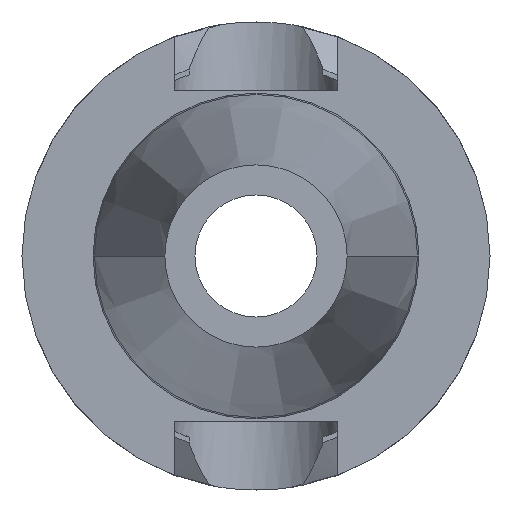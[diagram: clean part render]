
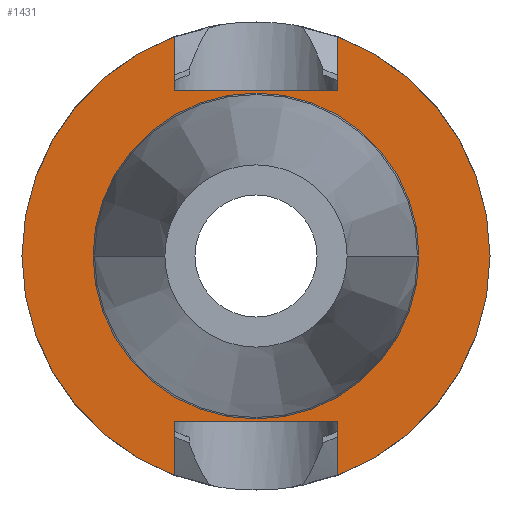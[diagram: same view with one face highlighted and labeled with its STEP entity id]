
A CAD part, left-side view. The second image highlights one B-rep face of the part: STEP entity #1431.
In plain terms, the highlighted planar face has unit normal (-1, 0, 0).
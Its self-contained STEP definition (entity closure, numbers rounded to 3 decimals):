
#354=CARTESIAN_POINT('',(2.,0.,0.));
#355=DIRECTION('',(-1.,0.,0.));
#356=DIRECTION('',(0.,0.35,0.937));
#357=AXIS2_PLACEMENT_3D('',#354,#355,#356);
#369=CARTESIAN_POINT('',(2.,0.,0.));
#370=DIRECTION('',(-1.,0.,0.));
#371=DIRECTION('',(0.,-0.35,-0.937));
#372=AXIS2_PLACEMENT_3D('',#369,#370,#371);
#392=DIRECTION('',(0.,1.,0.));
#393=VECTOR('',#392,16.1);
#394=CARTESIAN_POINT('',(2.,-8.05,-16.3));
#395=LINE('',#394,#393);
#399=DIRECTION('',(0.,0.,1.));
#400=VECTOR('',#399,5.245);
#401=CARTESIAN_POINT('',(2.,8.05,-21.545));
#402=LINE('',#401,#400);
#406=DIRECTION('',(0.,0.,-1.));
#407=VECTOR('',#406,5.245);
#408=CARTESIAN_POINT('',(2.,8.05,21.545));
#409=LINE('',#408,#407);
#413=DIRECTION('',(0.,1.,0.));
#414=VECTOR('',#413,16.1);
#415=CARTESIAN_POINT('',(2.,-8.05,16.3));
#416=LINE('',#415,#414);
#420=DIRECTION('',(0.,0.,-1.));
#421=VECTOR('',#420,5.245);
#422=CARTESIAN_POINT('',(2.,-8.05,21.545));
#423=LINE('',#422,#421);
#427=DIRECTION('',(0.,0.,1.));
#428=VECTOR('',#427,5.245);
#429=CARTESIAN_POINT('',(2.,-8.05,-21.545));
#430=LINE('',#429,#428);
#448=CARTESIAN_POINT('',(2.,0.,0.));
#449=DIRECTION('',(-1.,0.,0.));
#450=DIRECTION('',(0.,1.,0.));
#451=AXIS2_PLACEMENT_3D('',#448,#449,#450);
#456=CARTESIAN_POINT('',(2.,0.,0.));
#457=DIRECTION('',(1.,0.,0.));
#458=DIRECTION('',(0.,1.,0.));
#459=AXIS2_PLACEMENT_3D('',#456,#457,#458);
#1026=CARTESIAN_POINT('',(2.,15.898,0.));
#1028=VERTEX_POINT('',#1026);
#1036=CARTESIAN_POINT('',(2.,-15.898,0.));
#1038=VERTEX_POINT('',#1036);
#1066=CARTESIAN_POINT('',(2.,8.05,21.545));
#1067=VERTEX_POINT('',#1066);
#1068=CARTESIAN_POINT('',(2.,-8.05,21.545));
#1069=VERTEX_POINT('',#1068);
#1070=CARTESIAN_POINT('',(2.,-8.05,16.3));
#1071=CARTESIAN_POINT('',(2.,8.05,16.3));
#1072=VERTEX_POINT('',#1070);
#1073=VERTEX_POINT('',#1071);
#1086=CARTESIAN_POINT('',(2.,8.05,-21.545));
#1087=VERTEX_POINT('',#1086);
#1088=CARTESIAN_POINT('',(2.,-8.05,-21.545));
#1089=VERTEX_POINT('',#1088);
#1090=CARTESIAN_POINT('',(2.,-8.05,-16.3));
#1091=CARTESIAN_POINT('',(2.,8.05,-16.3));
#1092=VERTEX_POINT('',#1090);
#1093=VERTEX_POINT('',#1091);
#1406=CARTESIAN_POINT('',(2.,0.,0.));
#1407=DIRECTION('',(1.,0.,0.));
#1408=DIRECTION('',(0.,-1.,0.));
#1409=AXIS2_PLACEMENT_3D('',#1406,#1407,#1408);
#1410=PLANE('',#1409);
#1412=ORIENTED_EDGE('',*,*,#1411,.T.);
#1413=ORIENTED_EDGE('',*,*,#1369,.F.);
#1414=ORIENTED_EDGE('',*,*,#1386,.F.);
#1415=ORIENTED_EDGE('',*,*,#1317,.T.);
#1417=ORIENTED_EDGE('',*,*,#1416,.F.);
#1419=ORIENTED_EDGE('',*,*,#1418,.F.);
#1420=ORIENTED_EDGE('',*,*,#1398,.F.);
#1422=ORIENTED_EDGE('',*,*,#1421,.T.);
#1423=EDGE_LOOP('',(#1412,#1413,#1414,#1415,#1417,#1419,#1420,#1422));
#1424=FACE_OUTER_BOUND('',#1423,.F.);
#1426=ORIENTED_EDGE('',*,*,#1425,.T.);
#1428=ORIENTED_EDGE('',*,*,#1427,.F.);
#1429=EDGE_LOOP('',(#1426,#1428));
#1430=FACE_BOUND('',#1429,.F.);
#358=CIRCLE('',#357,23.);
#373=CIRCLE('',#372,23.);
#452=CIRCLE('',#451,15.898);
#460=CIRCLE('',#459,15.898);
#1317=EDGE_CURVE('',#1067,#1073,#409,.T.);
#1369=EDGE_CURVE('',#1087,#1093,#402,.T.);
#1386=EDGE_CURVE('',#1067,#1087,#358,.T.);
#1398=EDGE_CURVE('',#1089,#1069,#373,.T.);
#1411=EDGE_CURVE('',#1092,#1093,#395,.T.);
#1416=EDGE_CURVE('',#1072,#1073,#416,.T.);
#1418=EDGE_CURVE('',#1069,#1072,#423,.T.);
#1421=EDGE_CURVE('',#1089,#1092,#430,.T.);
#1425=EDGE_CURVE('',#1028,#1038,#452,.T.);
#1427=EDGE_CURVE('',#1028,#1038,#460,.T.);
#1431=ADVANCED_FACE('',(#1424,#1430),#1410,.F.);
